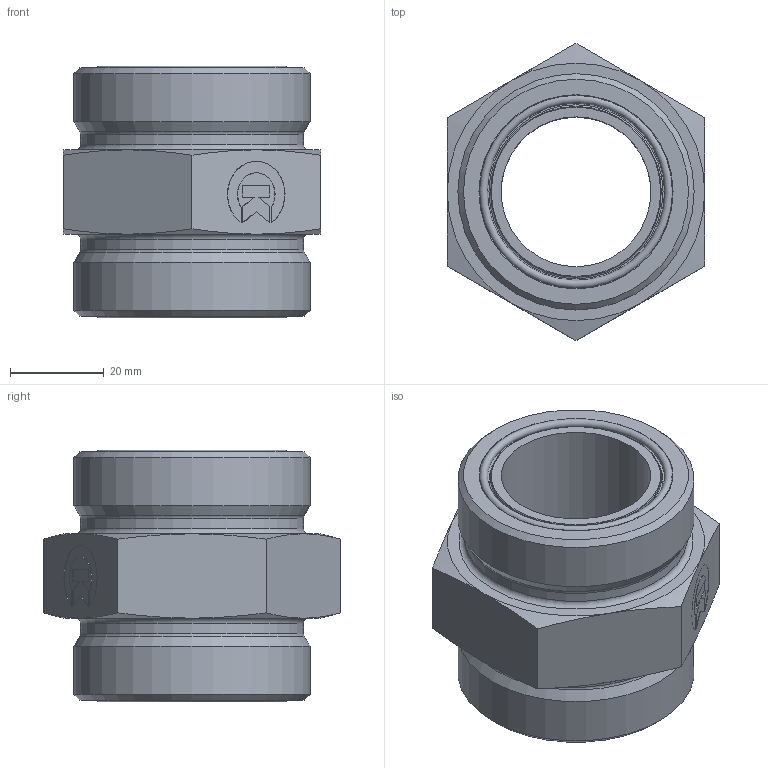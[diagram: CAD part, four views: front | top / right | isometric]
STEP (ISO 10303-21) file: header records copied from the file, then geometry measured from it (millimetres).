
FILE_DESCRIPTION((''),'2;1');
FILE_NAME('2031032Vi.stp','2015-01-09T14:40:16',(''),('KNOMI spol. s r. o.'),'Autodesk Inventor 2012','Autodesk Inventor 2012','');
FILE_SCHEMA(('AUTOMOTIVE_DESIGN { 1 2 10303 214 0 1 1 1 }'));
Length unit declared in the file: millimetre
Products named in the file (3): POS 38 (-24) Vi 2-12 / 2-12 (WWW); 2031132; 6037820178Vi
Assembly tree (3 placements, depth 2):
  POS 38 (-24) Vi 2-12 / 2-12 (WWW)
    2031132
    6037820178Vi  x2
Bounding box: 55 x 63.51 x 53.82 mm (x, y, z)
Volume: 71856 mm3; surface area: 19756 mm2
Topology: 3 solids, 3 shells, 87 faces, 196 edges, 121 vertices
Faces by surface type: plane 44, cone 16, torus 14, cylinder 13
Full cylindrical faces by diameter (mm): 32 x1, 36.47 x2, 41.17 x2, 47.65 x2, 50.47 x2
Entity records: 2306 total; most frequent: CARTESIAN_POINT 423, DIRECTION 380, ORIENTED_EDGE 332, EDGE_CURVE 166, AXIS2_PLACEMENT_3D 146, EDGE_LOOP 123, VERTEX_POINT 117, VECTOR 88
